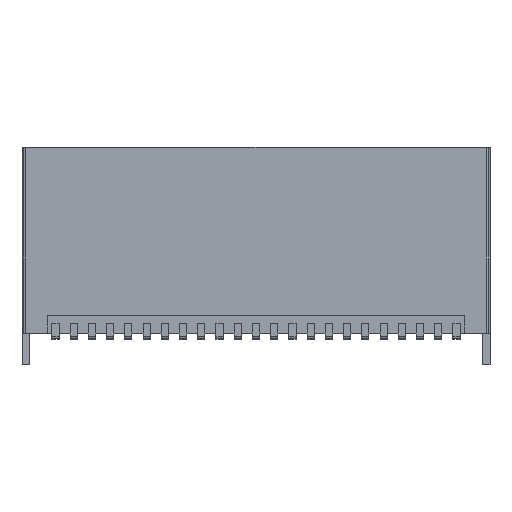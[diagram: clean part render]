
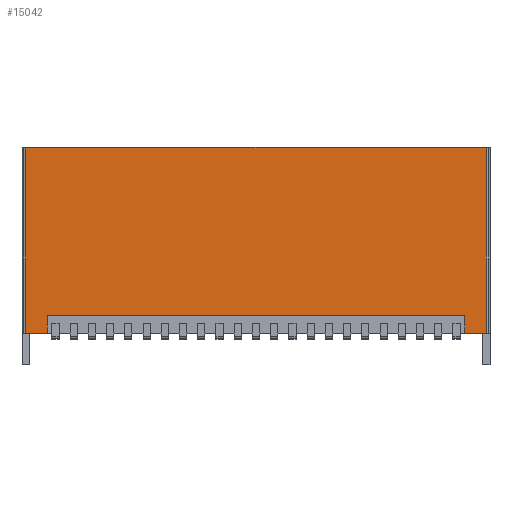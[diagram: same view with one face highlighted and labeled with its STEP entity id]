
A CAD part, top view. The second image highlights one B-rep face of the part: STEP entity #15042.
In plain terms, the highlighted planar face has unit normal (0, 0, 1).
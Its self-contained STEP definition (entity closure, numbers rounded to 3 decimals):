
#13552=CARTESIAN_POINT('',(-32.105,-14.735,12.7));
#13553=VERTEX_POINT('',#13552);
#13561=CARTESIAN_POINT('',(-32.105,11.165,12.7));
#13562=VERTEX_POINT('',#13561);
#13563=CARTESIAN_POINT('',(-32.105,-14.735,12.7));
#13564=DIRECTION('',(0.0,1.0,0.0));
#13565=VECTOR('',#13564,25.9);
#13566=LINE('',#13563,#13565);
#13567=EDGE_CURVE('',#13553,#13562,#13566,.T.);
#13642=CARTESIAN_POINT('',(-29.105,-14.735,12.7));
#13643=VERTEX_POINT('',#13642);
#13650=CARTESIAN_POINT('',(-32.105,-14.735,12.7));
#13651=DIRECTION('',(1.0,0.0,0.0));
#13652=VECTOR('',#13651,3.0);
#13653=LINE('',#13650,#13652);
#13654=EDGE_CURVE('',#13553,#13643,#13653,.T.);
#13866=CARTESIAN_POINT('',(32.105,11.165,12.7));
#13867=VERTEX_POINT('',#13866);
#13875=CARTESIAN_POINT('',(32.105,-14.735,12.7));
#13876=VERTEX_POINT('',#13875);
#13877=CARTESIAN_POINT('',(32.105,11.165,12.7));
#13878=DIRECTION('',(0.0,-1.0,0.0));
#13879=VECTOR('',#13878,25.9);
#13880=LINE('',#13877,#13879);
#13881=EDGE_CURVE('',#13867,#13876,#13880,.T.);
#14106=CARTESIAN_POINT('',(29.105,-14.735,12.7));
#14107=VERTEX_POINT('',#14106);
#14108=CARTESIAN_POINT('',(29.105,-14.735,12.7));
#14109=DIRECTION('',(1.0,0.0,0.0));
#14110=VECTOR('',#14109,3.0);
#14111=LINE('',#14108,#14110);
#14112=EDGE_CURVE('',#14107,#13876,#14111,.T.);
#14731=CARTESIAN_POINT('',(-29.105,-12.235,12.7));
#14732=VERTEX_POINT('',#14731);
#14739=CARTESIAN_POINT('',(-29.105,-14.735,12.7));
#14740=DIRECTION('',(0.0,1.0,0.0));
#14741=VECTOR('',#14740,2.5);
#14742=LINE('',#14739,#14741);
#14743=EDGE_CURVE('',#13643,#14732,#14742,.T.);
#14762=CARTESIAN_POINT('',(29.105,-12.235,12.7));
#14763=VERTEX_POINT('',#14762);
#14770=CARTESIAN_POINT('',(-29.105,-12.235,12.7));
#14771=DIRECTION('',(1.0,0.0,0.0));
#14772=VECTOR('',#14771,58.21);
#14773=LINE('',#14770,#14772);
#14774=EDGE_CURVE('',#14732,#14763,#14773,.T.);
#14792=CARTESIAN_POINT('',(29.105,-12.235,12.7));
#14793=DIRECTION('',(0.0,-1.0,0.0));
#14794=VECTOR('',#14793,2.5);
#14795=LINE('',#14792,#14794);
#14796=EDGE_CURVE('',#14763,#14107,#14795,.T.);
#15022=CARTESIAN_POINT('',(31.605,-14.735,12.7));
#15023=DIRECTION('',(0.0,0.0,1.0));
#15024=DIRECTION('',(1.0,0.0,0.0));
#15025=AXIS2_PLACEMENT_3D('',#15022,#15023,#15024);
#15026=PLANE('',#15025);
#15027=ORIENTED_EDGE('',*,*,#13567,.F.);
#15028=ORIENTED_EDGE('',*,*,#13654,.T.);
#15029=ORIENTED_EDGE('',*,*,#14743,.T.);
#15030=ORIENTED_EDGE('',*,*,#14774,.T.);
#15031=ORIENTED_EDGE('',*,*,#14796,.T.);
#15032=ORIENTED_EDGE('',*,*,#14112,.T.);
#15033=ORIENTED_EDGE('',*,*,#13881,.F.);
#15034=CARTESIAN_POINT('',(32.105,11.165,12.7));
#15035=DIRECTION('',(-1.0,0.0,0.0));
#15036=VECTOR('',#15035,64.21);
#15037=LINE('',#15034,#15036);
#15038=EDGE_CURVE('',#13867,#13562,#15037,.T.);
#15039=ORIENTED_EDGE('',*,*,#15038,.T.);
#15040=EDGE_LOOP('',(#15027,#15028,#15029,#15030,#15031,#15032,#15033,#15039));
#15041=FACE_OUTER_BOUND('',#15040,.T.);
#15042=ADVANCED_FACE('',(#15041),#15026,.T.);
